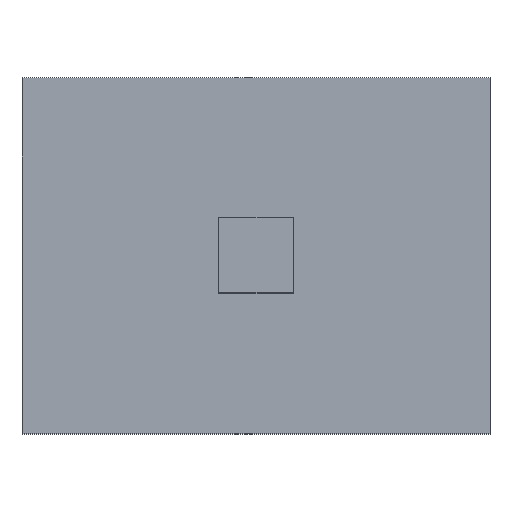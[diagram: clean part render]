
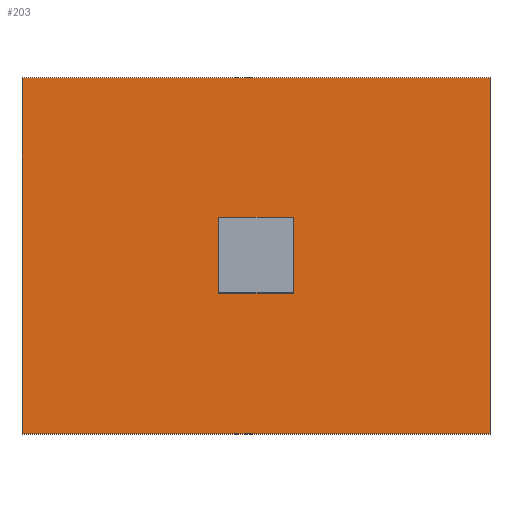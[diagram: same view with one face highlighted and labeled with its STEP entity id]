
A CAD part, top view. The second image highlights one B-rep face of the part: STEP entity #203.
In plain terms, the highlighted planar face has unit normal (0, 0, 1).
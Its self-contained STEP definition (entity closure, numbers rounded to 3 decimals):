
#6 = EDGE_CURVE ( 'NONE', #441, #427, #251, .T. ) ;
#8 = DIRECTION ( 'NONE',  ( 1., 0., 0. ) ) ;
#12 = PLANE ( 'NONE',  #165 ) ;
#13 = CARTESIAN_POINT ( 'NONE',  ( 119.216, 41.101, 19. ) ) ;
#16 = DIRECTION ( 'NONE',  ( 0., 0., -1. ) ) ;
#22 = EDGE_CURVE ( 'NONE', #93, #372, #215, .T. ) ;
#27 = VERTEX_POINT ( 'NONE', #320 ) ;
#34 = DIRECTION ( 'NONE',  ( -1., 0., 0. ) ) ;
#35 = LINE ( 'NONE', #223, #218 ) ;
#43 = ORIENTED_EDGE ( 'NONE', *, *, #439, .T. ) ;
#50 = FACE_OUTER_BOUND ( 'NONE', #235, .T. ) ;
#54 = VECTOR ( 'NONE', #34, 1000. ) ;
#62 = CARTESIAN_POINT ( 'NONE',  ( 119.216, 60.101, 19. ) ) ;
#72 = DIRECTION ( 'NONE',  ( 0., -1., 0. ) ) ;
#75 = CARTESIAN_POINT ( 'NONE',  ( 129.716, 48.601, 19. ) ) ;
#80 = DIRECTION ( 'NONE',  ( -1., 0., 0. ) ) ;
#84 = VECTOR ( 'NONE', #227, 1000. ) ;
#90 = ORIENTED_EDGE ( 'NONE', *, *, #6, .F. ) ;
#93 = VERTEX_POINT ( 'NONE', #388 ) ;
#107 = EDGE_CURVE ( 'NONE', #370, #27, #35, .T. ) ;
#132 = ORIENTED_EDGE ( 'NONE', *, *, #389, .T. ) ;
#139 = VERTEX_POINT ( 'NONE', #257 ) ;
#157 = CARTESIAN_POINT ( 'NONE',  ( 129.716, 52.601, 19. ) ) ;
#159 = CARTESIAN_POINT ( 'NONE',  ( 119.216, 41.101, 19. ) ) ;
#165 = AXIS2_PLACEMENT_3D ( 'NONE', #226, #16, #398 ) ;
#169 = ORIENTED_EDGE ( 'NONE', *, *, #107, .F. ) ;
#173 = VECTOR ( 'NONE', #270, 1000. ) ;
#176 = ORIENTED_EDGE ( 'NONE', *, *, #22, .T. ) ;
#181 = DIRECTION ( 'NONE',  ( 0., 1., 0. ) ) ;
#192 = CARTESIAN_POINT ( 'NONE',  ( 133.716, 48.601, 19. ) ) ;
#199 = LINE ( 'NONE', #75, #392 ) ;
#201 = VECTOR ( 'NONE', #181, 1000. ) ;
#203 = ADVANCED_FACE ( 'NONE', ( #50, #328 ), #12, .F. ) ;
#206 = EDGE_CURVE ( 'NONE', #27, #441, #199, .T. ) ;
#207 = EDGE_CURVE ( 'NONE', #427, #370, #335, .T. ) ;
#215 = LINE ( 'NONE', #62, #54 ) ;
#218 = VECTOR ( 'NONE', #72, 1000. ) ;
#223 = CARTESIAN_POINT ( 'NONE',  ( 129.716, 52.601, 19. ) ) ;
#224 = CARTESIAN_POINT ( 'NONE',  ( 133.716, 52.601, 19. ) ) ;
#226 = CARTESIAN_POINT ( 'NONE',  ( 0., 0., 19. ) ) ;
#227 = DIRECTION ( 'NONE',  ( 0., -1., 0. ) ) ;
#235 = EDGE_LOOP ( 'NONE', ( #132, #43, #243, #176 ) ) ;
#243 = ORIENTED_EDGE ( 'NONE', *, *, #258, .T. ) ;
#247 = VECTOR ( 'NONE', #80, 1000. ) ;
#250 = CARTESIAN_POINT ( 'NONE',  ( 119.216, 60.101, 19. ) ) ;
#251 = LINE ( 'NONE', #419, #201 ) ;
#257 = CARTESIAN_POINT ( 'NONE',  ( 119.216, 41.101, 19. ) ) ;
#258 = EDGE_CURVE ( 'NONE', #281, #93, #430, .T. ) ;
#270 = DIRECTION ( 'NONE',  ( 1., 0., 0. ) ) ;
#274 = ORIENTED_EDGE ( 'NONE', *, *, #207, .F. ) ;
#280 = EDGE_LOOP ( 'NONE', ( #169, #274, #90, #347 ) ) ;
#281 = VERTEX_POINT ( 'NONE', #404 ) ;
#295 = LINE ( 'NONE', #13, #84 ) ;
#305 = LINE ( 'NONE', #159, #173 ) ;
#320 = CARTESIAN_POINT ( 'NONE',  ( 129.716, 48.601, 19. ) ) ;
#328 = FACE_BOUND ( 'NONE', #280, .T. ) ;
#335 = LINE ( 'NONE', #157, #247 ) ;
#347 = ORIENTED_EDGE ( 'NONE', *, *, #206, .F. ) ;
#370 = VERTEX_POINT ( 'NONE', #448 ) ;
#372 = VERTEX_POINT ( 'NONE', #250 ) ;
#388 = CARTESIAN_POINT ( 'NONE',  ( 144.216, 60.101, 19. ) ) ;
#389 = EDGE_CURVE ( 'NONE', #372, #139, #295, .T. ) ;
#392 = VECTOR ( 'NONE', #8, 1000. ) ;
#398 = DIRECTION ( 'NONE',  ( -1., 0., 0. ) ) ;
#404 = CARTESIAN_POINT ( 'NONE',  ( 144.216, 41.101, 19. ) ) ;
#419 = CARTESIAN_POINT ( 'NONE',  ( 133.716, 52.601, 19. ) ) ;
#427 = VERTEX_POINT ( 'NONE', #224 ) ;
#430 = LINE ( 'NONE', #434, #451 ) ;
#434 = CARTESIAN_POINT ( 'NONE',  ( 144.216, 41.101, 19. ) ) ;
#438 = DIRECTION ( 'NONE',  ( 0., 1., 0. ) ) ;
#439 = EDGE_CURVE ( 'NONE', #139, #281, #305, .T. ) ;
#441 = VERTEX_POINT ( 'NONE', #192 ) ;
#448 = CARTESIAN_POINT ( 'NONE',  ( 129.716, 52.601, 19. ) ) ;
#451 = VECTOR ( 'NONE', #438, 1000. ) ;
